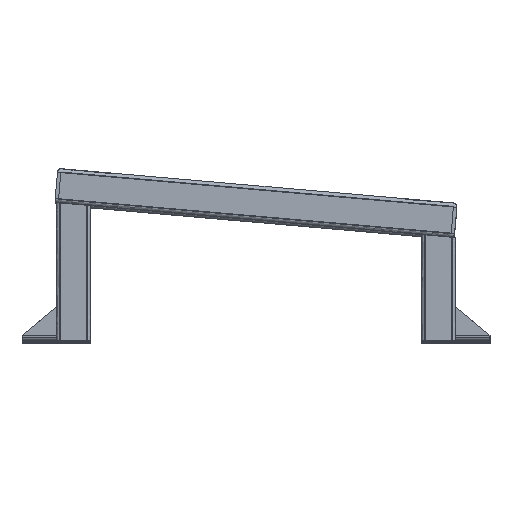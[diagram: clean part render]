
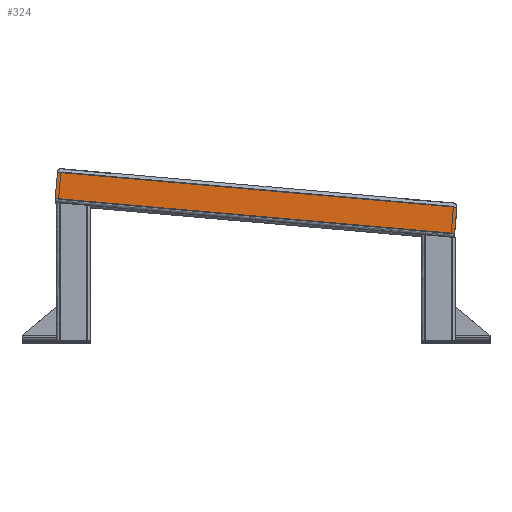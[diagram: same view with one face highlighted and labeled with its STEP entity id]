
A CAD part, top view. The second image highlights one B-rep face of the part: STEP entity #324.
In plain terms, the highlighted planar face has unit normal (0, 0, 1).
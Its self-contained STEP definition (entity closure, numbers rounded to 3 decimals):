
#324=ADVANCED_FACE('',(#732),#6258,.T.);
#732=FACE_OUTER_BOUND('',#1161,.T.);
#1161=EDGE_LOOP('',(#2392,#2393,#2394,#2395));
#2392=ORIENTED_EDGE('',*,*,#3861,.T.);
#2393=ORIENTED_EDGE('',*,*,#3849,.T.);
#2394=ORIENTED_EDGE('',*,*,#3863,.F.);
#2395=ORIENTED_EDGE('',*,*,#3862,.T.);
#3849=EDGE_CURVE('',#5625,#5626,#4905,.T.);
#3861=EDGE_CURVE('',#5640,#5625,#4917,.T.);
#3862=EDGE_CURVE('',#5639,#5640,#4918,.T.);
#3863=EDGE_CURVE('',#5639,#5626,#4919,.T.);
#4905=B_SPLINE_CURVE_WITH_KNOTS('',1,(#10167,#10168),.UNSPECIFIED.,.F.,
 .F.,(2,2),(-23.,0.),.UNSPECIFIED.);
#4917=B_SPLINE_CURVE_WITH_KNOTS('',1,(#10214,#10215),.UNSPECIFIED.,.F.,
 .F.,(2,2),(0.,351.222),.UNSPECIFIED.);
#4918=B_SPLINE_CURVE_WITH_KNOTS('',1,(#10216,#10217),.UNSPECIFIED.,.F.,
 .F.,(2,2),(0.,23.),.UNSPECIFIED.);
#4919=B_SPLINE_CURVE_WITH_KNOTS('',1,(#10218,#10219),.UNSPECIFIED.,.F.,
 .F.,(2,2),(-351.222,0.),.UNSPECIFIED.);
#5625=VERTEX_POINT('',#10117);
#5626=VERTEX_POINT('',#10118);
#5639=VERTEX_POINT('',#10131);
#5640=VERTEX_POINT('',#10132);
#6258=PLANE('',#6610);
#6610=AXIS2_PLACEMENT_3D('',#9996,#6877,$);
#6877=DIRECTION('',(0.,0.,1.));
#9996=CARTESIAN_POINT('',(402.392,50.474,587.));
#10117=CARTESIAN_POINT('',(366.941,94.236,587.));
#10118=CARTESIAN_POINT('',(368.945,117.149,587.));
#10131=CARTESIAN_POINT('',(19.059,147.76,587.));
#10132=CARTESIAN_POINT('',(17.055,124.847,587.));
#10167=CARTESIAN_POINT('',(366.941,94.236,587.));
#10168=CARTESIAN_POINT('',(368.945,117.149,587.));
#10214=CARTESIAN_POINT('',(17.055,124.847,587.));
#10215=CARTESIAN_POINT('',(366.941,94.236,587.));
#10216=CARTESIAN_POINT('',(19.059,147.76,587.));
#10217=CARTESIAN_POINT('',(17.055,124.847,587.));
#10218=CARTESIAN_POINT('',(19.059,147.76,587.));
#10219=CARTESIAN_POINT('',(368.945,117.149,587.));
